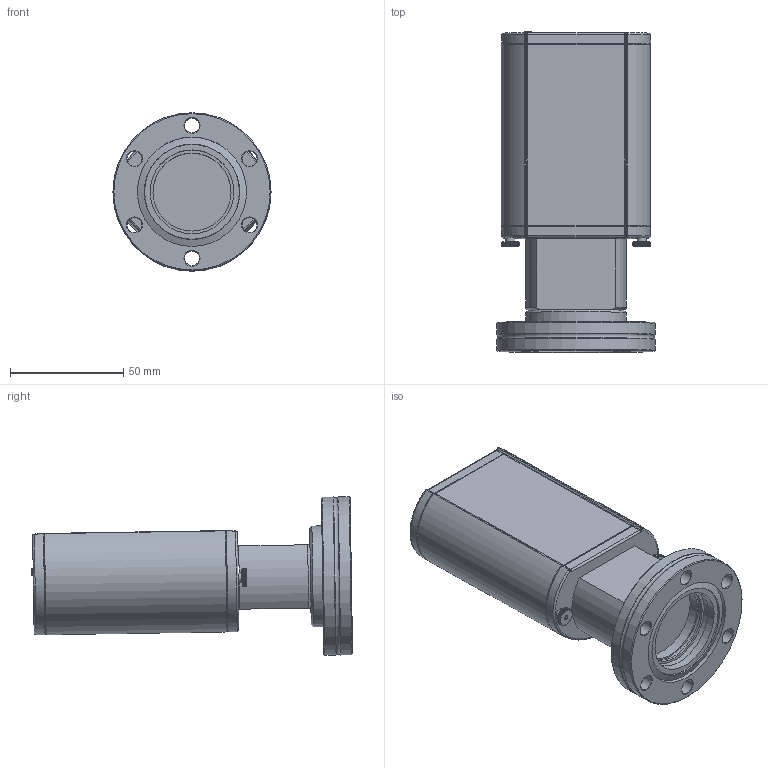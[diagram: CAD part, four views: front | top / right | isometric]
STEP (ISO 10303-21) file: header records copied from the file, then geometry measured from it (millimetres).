
FILE_DESCRIPTION (( 'STEP AP203' ), '1' );
FILE_NAME ('PBR CF40.STEP', '2022-06-08T08:02:11', ( '' ), ( '' ), 'SwSTEP 2.0', 'SolidWorks 2019', '' );
FILE_SCHEMA (( 'CONFIG_CONTROL_DESIGN' ));
Length unit declared in the file: millimetre
Products named in the file (1): PBR CF40
Bounding box: 69.9 x 141.98 x 70.08 mm (x, y, z)
Volume: 118542.5 mm3; surface area: 65904.8 mm2
Topology: 16 solids, 16 shells, 1263 faces, 3423 edges, 2198 vertices
Faces by surface type: plane 650, cylinder 339, bspline 179, cone 57, torus 38
Full cylindrical faces by diameter (mm): 1.2 x2, 1.6 x2, 2 x4, 2.05 x4, 2.2 x2, 2.3 x4, 2.5 x1, 2.54 x1, 2.6 x5, 3 x1, 3.175 x1, 4 x4, 5 x1, 6.5 x1, 6.7 x6, 34.5 x2, 36 x1, 37 x2, 40.2 x2, 44.5 x1, 48.3 x1, 69.9 x2
Entity records: 53210 total; most frequent: CARTESIAN_POINT 24851, ORIENTED_EDGE 6452, DIRECTION 4852, EDGE_CURVE 3226, VERTEX_POINT 2164, AXIS2_PLACEMENT_3D 1845, EDGE_LOOP 1480, FACE_OUTER_BOUND 1347
